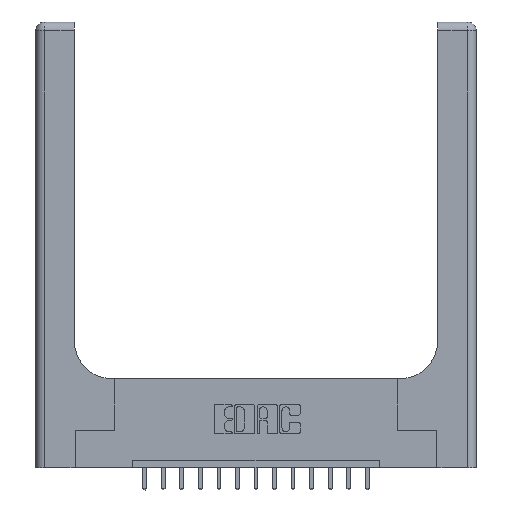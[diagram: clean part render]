
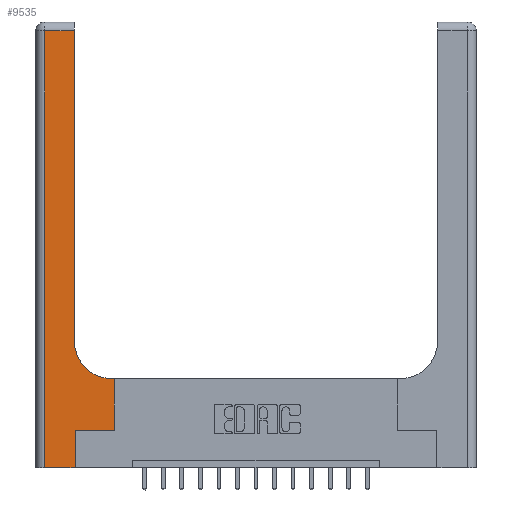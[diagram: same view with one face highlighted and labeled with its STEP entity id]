
A CAD part, top view. The second image highlights one B-rep face of the part: STEP entity #9535.
In plain terms, the highlighted planar face has unit normal (0, 0, 1).
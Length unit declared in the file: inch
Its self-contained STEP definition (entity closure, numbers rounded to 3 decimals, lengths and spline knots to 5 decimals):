
#26 = CARTESIAN_POINT ( 'NONE',  ( 0.26, 3., 0.37 ) ) ;
#242 = AXIS2_PLACEMENT_3D ( 'NONE', #14522, #1301, #5235 ) ;
#633 = AXIS2_PLACEMENT_3D ( 'NONE', #5121, #4012, #10495 ) ;
#681 = CARTESIAN_POINT ( 'NONE',  ( 0.06, 2.94, 0.37 ) ) ;
#788 = VERTEX_POINT ( 'NONE', #4679 ) ;
#1029 = LINE ( 'NONE', #26, #13919 ) ;
#1229 = VERTEX_POINT ( 'NONE', #1288 ) ;
#1261 = ORIENTED_EDGE ( 'NONE', *, *, #2440, .T. ) ;
#1288 = CARTESIAN_POINT ( 'NONE',  ( 0.06, 0., 0.37 ) ) ;
#1301 = DIRECTION ( 'NONE',  ( 0., 0., -1. ) ) ;
#1767 = ORIENTED_EDGE ( 'NONE', *, *, #7711, .T. ) ;
#2440 = EDGE_CURVE ( 'NONE', #6262, #13367, #3246, .T. ) ;
#2649 = VECTOR ( 'NONE', #3269, 39.37008 ) ;
#2668 = CARTESIAN_POINT ( 'NONE',  ( 0.26, 0.85, 0.37 ) ) ;
#3145 = CARTESIAN_POINT ( 'NONE',  ( 0.265, 0., 0.37 ) ) ;
#3164 = VERTEX_POINT ( 'NONE', #15803 ) ;
#3211 = DIRECTION ( 'NONE',  ( 0., 1., 0. ) ) ;
#3246 = CIRCLE ( 'NONE', #242, 0.25 ) ;
#3269 = DIRECTION ( 'NONE',  ( 0., 1., 0. ) ) ;
#3546 = VECTOR ( 'NONE', #5511, 39.37008 ) ;
#3781 = LINE ( 'NONE', #13546, #17025 ) ;
#4012 = DIRECTION ( 'NONE',  ( 0., 0., -1. ) ) ;
#4170 = LINE ( 'NONE', #12081, #3546 ) ;
#4345 = FACE_OUTER_BOUND ( 'NONE', #5526, .T. ) ;
#4374 = LINE ( 'NONE', #11259, #11040 ) ;
#4532 = VERTEX_POINT ( 'NONE', #15919 ) ;
#4679 = CARTESIAN_POINT ( 'NONE',  ( 0.528, 0.6, 0.37 ) ) ;
#4891 = ORIENTED_EDGE ( 'NONE', *, *, #16023, .T. ) ;
#5121 = CARTESIAN_POINT ( 'NONE',  ( 0., 3., 0.37 ) ) ;
#5235 = DIRECTION ( 'NONE',  ( 1., 0., 0. ) ) ;
#5392 = DIRECTION ( 'NONE',  ( 0., 1., 0. ) ) ;
#5511 = DIRECTION ( 'NONE',  ( -1., 0., 0. ) ) ;
#5526 = EDGE_LOOP ( 'NONE', ( #16284, #10363, #1767, #13710, #9568, #4891, #13752, #14986, #1261 ) ) ;
#5597 = LINE ( 'NONE', #15845, #8707 ) ;
#6106 = VERTEX_POINT ( 'NONE', #14669 ) ;
#6262 = VERTEX_POINT ( 'NONE', #13609 ) ;
#6487 = EDGE_CURVE ( 'NONE', #13367, #3164, #1029, .T. ) ;
#6771 = CARTESIAN_POINT ( 'NONE',  ( 0., 0., 0.37 ) ) ;
#7279 = EDGE_CURVE ( 'NONE', #3164, #8855, #4170, .T. ) ;
#7711 = EDGE_CURVE ( 'NONE', #8855, #1229, #5597, .T. ) ;
#7854 = DIRECTION ( 'NONE',  ( 0., -1., 0. ) ) ;
#7880 = PLANE ( 'NONE',  #633 ) ;
#7890 = EDGE_CURVE ( 'NONE', #788, #6262, #13059, .T. ) ;
#7978 = EDGE_CURVE ( 'NONE', #4532, #788, #4374, .T. ) ;
#8337 = DIRECTION ( 'NONE',  ( -1., 0., 0. ) ) ;
#8390 = EDGE_CURVE ( 'NONE', #12791, #6106, #13259, .T. ) ;
#8707 = VECTOR ( 'NONE', #7854, 39.37008 ) ;
#8855 = VERTEX_POINT ( 'NONE', #681 ) ;
#8927 = EDGE_CURVE ( 'NONE', #1229, #12791, #10157, .T. ) ;
#9213 = DIRECTION ( 'NONE',  ( 1., 0., 0. ) ) ;
#9535 = ADVANCED_FACE ( 'NONE', ( #4345 ), #7880, .F. ) ;
#9568 = ORIENTED_EDGE ( 'NONE', *, *, #8390, .T. ) ;
#9629 = DIRECTION ( 'NONE',  ( 1., 0., 0. ) ) ;
#10157 = LINE ( 'NONE', #6771, #17153 ) ;
#10363 = ORIENTED_EDGE ( 'NONE', *, *, #7279, .T. ) ;
#10403 = VECTOR ( 'NONE', #8337, 39.37008 ) ;
#10495 = DIRECTION ( 'NONE',  ( -1., 0., 0. ) ) ;
#11040 = VECTOR ( 'NONE', #3211, 39.37008 ) ;
#11259 = CARTESIAN_POINT ( 'NONE',  ( 0.528, 0.25, 0.37 ) ) ;
#12081 = CARTESIAN_POINT ( 'NONE',  ( 0., 2.94, 0.37 ) ) ;
#12791 = VERTEX_POINT ( 'NONE', #13482 ) ;
#13059 = LINE ( 'NONE', #14774, #10403 ) ;
#13259 = LINE ( 'NONE', #3145, #2649 ) ;
#13367 = VERTEX_POINT ( 'NONE', #2668 ) ;
#13482 = CARTESIAN_POINT ( 'NONE',  ( 0.265, 0., 0.37 ) ) ;
#13546 = CARTESIAN_POINT ( 'NONE',  ( 0.265, 0.25, 0.37 ) ) ;
#13609 = CARTESIAN_POINT ( 'NONE',  ( 0.51, 0.6, 0.37 ) ) ;
#13710 = ORIENTED_EDGE ( 'NONE', *, *, #8927, .T. ) ;
#13752 = ORIENTED_EDGE ( 'NONE', *, *, #7978, .T. ) ;
#13919 = VECTOR ( 'NONE', #5392, 39.37008 ) ;
#14522 = CARTESIAN_POINT ( 'NONE',  ( 0.51, 0.85, 0.37 ) ) ;
#14669 = CARTESIAN_POINT ( 'NONE',  ( 0.265, 0.25, 0.37 ) ) ;
#14774 = CARTESIAN_POINT ( 'NONE',  ( 0.26, 0.6, 0.37 ) ) ;
#14986 = ORIENTED_EDGE ( 'NONE', *, *, #7890, .T. ) ;
#15803 = CARTESIAN_POINT ( 'NONE',  ( 0.26, 2.94, 0.37 ) ) ;
#15845 = CARTESIAN_POINT ( 'NONE',  ( 0.06, 3., 0.37 ) ) ;
#15919 = CARTESIAN_POINT ( 'NONE',  ( 0.528, 0.25, 0.37 ) ) ;
#16023 = EDGE_CURVE ( 'NONE', #6106, #4532, #3781, .T. ) ;
#16284 = ORIENTED_EDGE ( 'NONE', *, *, #6487, .T. ) ;
#17025 = VECTOR ( 'NONE', #9629, 39.37008 ) ;
#17153 = VECTOR ( 'NONE', #9213, 39.37008 ) ;
